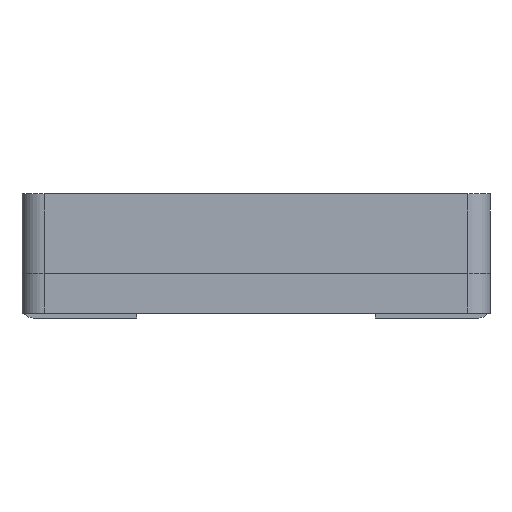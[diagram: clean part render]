
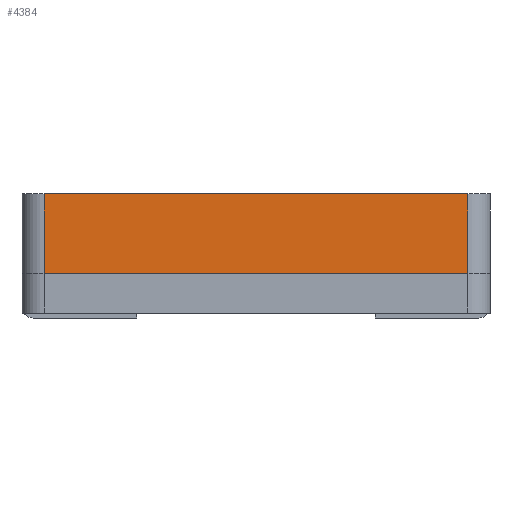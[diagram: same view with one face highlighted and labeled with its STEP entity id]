
A CAD part, front view. The second image highlights one B-rep face of the part: STEP entity #4384.
In plain terms, the highlighted face is planar.
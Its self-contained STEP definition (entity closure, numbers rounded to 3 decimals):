
#185=PLANE('',#6012);
#453=LINE('',#8156,#969);
#455=LINE('',#8162,#971);
#456=LINE('',#8164,#972);
#457=LINE('',#8166,#973);
#969=VECTOR('',#6525,1000.);
#971=VECTOR('',#6531,1000.);
#972=VECTOR('',#6532,1000.);
#973=VECTOR('',#6533,1000.);
#1693=ORIENTED_EDGE('',*,*,#2805,.T.);
#1694=ORIENTED_EDGE('',*,*,#2806,.F.);
#1695=ORIENTED_EDGE('',*,*,#2807,.F.);
#1696=ORIENTED_EDGE('',*,*,#2802,.T.);
#2802=EDGE_CURVE('',#3383,#3382,#453,.T.);
#2805=EDGE_CURVE('',#3382,#3385,#455,.T.);
#2806=EDGE_CURVE('',#3386,#3385,#456,.T.);
#2807=EDGE_CURVE('',#3383,#3386,#457,.T.);
#3382=VERTEX_POINT('',#8155);
#3383=VERTEX_POINT('',#8157);
#3385=VERTEX_POINT('',#8163);
#3386=VERTEX_POINT('',#8165);
#3802=EDGE_LOOP('',(#1693,#1694,#1695,#1696));
#4084=FACE_BOUND('',#3802,.T.);
#4384=ADVANCED_FACE('',(#4084),#185,.F.);
#6012=AXIS2_PLACEMENT_3D('',#8161,#6529,#6530);
#6525=DIRECTION('',(0.,0.,-1.));
#6529=DIRECTION('',(1.,0.,0.));
#6530=DIRECTION('',(0.,0.,-1.));
#6531=DIRECTION('',(0.,-1.,0.));
#6532=DIRECTION('',(0.,0.,-1.));
#6533=DIRECTION('',(0.,-1.,0.));
#8155=CARTESIAN_POINT('',(-5.3,4.8,0.));
#8156=CARTESIAN_POINT('',(-5.3,4.8,1.8));
#8157=CARTESIAN_POINT('',(-5.3,4.8,1.8));
#8161=CARTESIAN_POINT('',(-5.3,4.8,1.8));
#8162=CARTESIAN_POINT('',(-5.3,4.8,0.));
#8163=CARTESIAN_POINT('',(-5.3,-4.8,0.));
#8164=CARTESIAN_POINT('',(-5.3,-4.8,1.8));
#8165=CARTESIAN_POINT('',(-5.3,-4.8,1.8));
#8166=CARTESIAN_POINT('',(-5.3,4.8,1.8));
